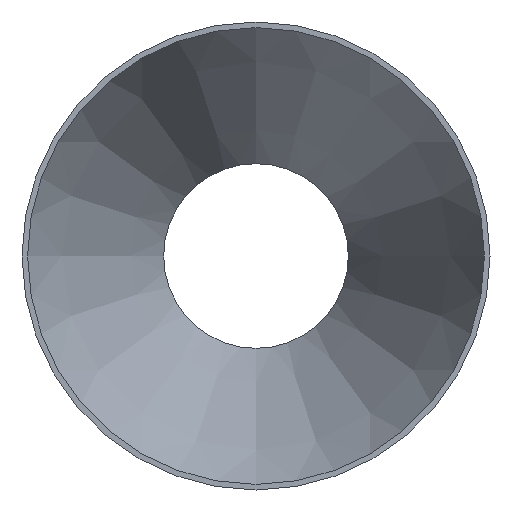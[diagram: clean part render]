
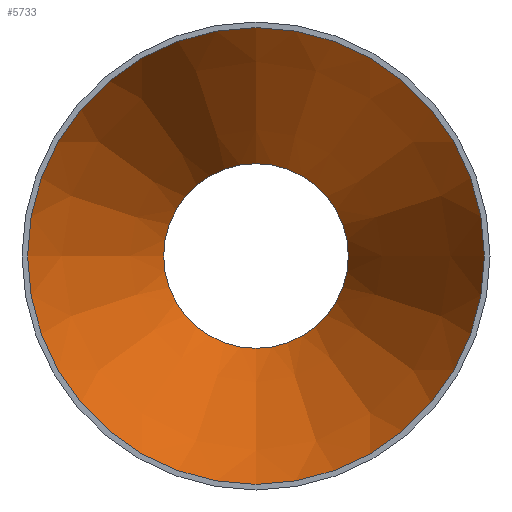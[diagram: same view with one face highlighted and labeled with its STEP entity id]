
A CAD part, front view. The second image highlights one B-rep face of the part: STEP entity #5733.
In plain terms, the highlighted conical face has half-angle 24.027 degrees and reference radius 133.215 mm.
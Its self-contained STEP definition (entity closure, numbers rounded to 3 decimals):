
#2208 = CARTESIAN_POINT ( 'NONE',  ( 0., 178., 0. ) ) ;
#2338 = DIRECTION ( 'NONE',  ( 0., 0., -1. ) ) ;
#2544 = CARTESIAN_POINT ( 'NONE',  ( 0., 0., 0. ) ) ;
#4015 = ORIENTED_EDGE ( 'NONE', *, *, #26713, .F. ) ;
#4286 = AXIS2_PLACEMENT_3D ( 'NONE', #2208, #6426, #2338 ) ;
#4766 = ORIENTED_EDGE ( 'NONE', *, *, #8154, .T. ) ;
#5733 = ADVANCED_FACE ( 'NONE', ( #11345, #21684 ), #25834, .F. ) ;
#6426 = DIRECTION ( 'NONE',  ( 0., -1., 0. ) ) ;
#6892 = DIRECTION ( 'NONE',  ( 0., 0., -1. ) ) ;
#7875 = CARTESIAN_POINT ( 'NONE',  ( 0., 0., 0. ) ) ;
#8119 = VERTEX_POINT ( 'NONE', #14804 ) ;
#8154 = EDGE_CURVE ( 'NONE', #25411, #25411, #15075, .T. ) ;
#9826 = DIRECTION ( 'NONE',  ( 0., 0., -1. ) ) ;
#10949 = CIRCLE ( 'NONE', #4286, 53.865 ) ;
#11345 = FACE_BOUND ( 'NONE', #23897, .T. ) ;
#12048 = AXIS2_PLACEMENT_3D ( 'NONE', #2544, #21954, #6892 ) ;
#14804 = CARTESIAN_POINT ( 'NONE',  ( 0., 178., -53.865 ) ) ;
#15075 = CIRCLE ( 'NONE', #23088, 133.215 ) ;
#20827 = CARTESIAN_POINT ( 'NONE',  ( 0., 0., -133.215 ) ) ;
#20997 = DIRECTION ( 'NONE',  ( 0., -1., 0. ) ) ;
#21684 = FACE_OUTER_BOUND ( 'NONE', #27266, .T. ) ;
#21954 = DIRECTION ( 'NONE',  ( 0., -1., 0. ) ) ;
#23088 = AXIS2_PLACEMENT_3D ( 'NONE', #7875, #20997, #9826 ) ;
#23897 = EDGE_LOOP ( 'NONE', ( #4015 ) ) ;
#25411 = VERTEX_POINT ( 'NONE', #20827 ) ;
#25834 = CONICAL_SURFACE ( 'NONE', #12048, 133.215, 0.419 ) ;
#26713 = EDGE_CURVE ( 'NONE', #8119, #8119, #10949, .T. ) ;
#27266 = EDGE_LOOP ( 'NONE', ( #4766 ) ) ;
